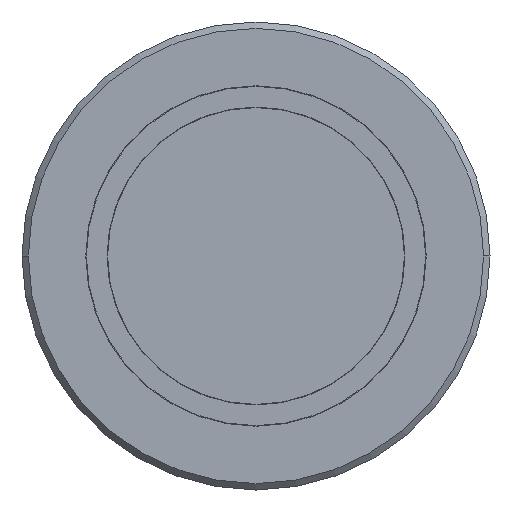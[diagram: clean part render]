
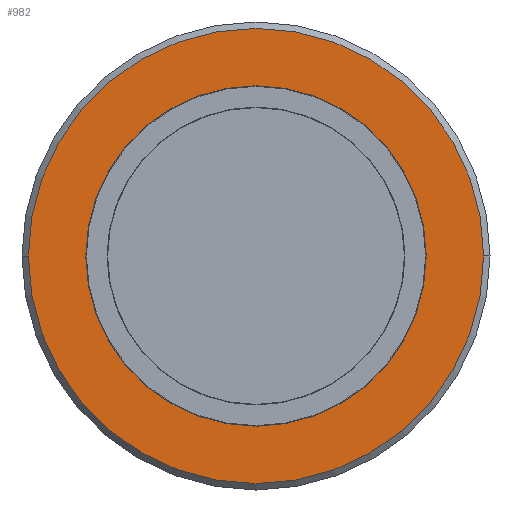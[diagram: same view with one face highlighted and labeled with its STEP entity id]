
A CAD part, front view. The second image highlights one B-rep face of the part: STEP entity #982.
In plain terms, the highlighted planar face has unit normal (0, -1, 0).
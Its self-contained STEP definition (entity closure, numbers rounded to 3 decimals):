
#342 = CARTESIAN_POINT ( 'NONE',  ( 10.7, 0., 0. ) ) ;
#350 = CARTESIAN_POINT ( 'NONE',  ( -10.7, 0., 0. ) ) ;
#379 = CARTESIAN_POINT ( 'NONE',  ( -8., 0., 0. ) ) ;
#386 = CARTESIAN_POINT ( 'NONE',  ( 0., 0., 0. ) ) ;
#387 = DIRECTION ( 'NONE',  ( 0., 1., 0. ) ) ;
#389 = DIRECTION ( 'NONE',  ( -1., 0., 0. ) ) ;
#392 = CARTESIAN_POINT ( 'NONE',  ( 8., 0., 0. ) ) ;
#436 = CARTESIAN_POINT ( 'NONE',  ( 0., 0., 0. ) ) ;
#444 = DIRECTION ( 'NONE',  ( -1., 0., 0. ) ) ;
#446 = DIRECTION ( 'NONE',  ( -1., 0., 0. ) ) ;
#447 = DIRECTION ( 'NONE',  ( -1., 0., 0. ) ) ;
#462 = DIRECTION ( 'NONE',  ( 0., -1., 0. ) ) ;
#464 = CARTESIAN_POINT ( 'NONE',  ( 0., 0., 0. ) ) ;
#466 = DIRECTION ( 'NONE',  ( 0., -1., 0. ) ) ;
#468 = DIRECTION ( 'NONE',  ( 0., 1., 0. ) ) ;
#469 = CARTESIAN_POINT ( 'NONE',  ( 0., 0., 0. ) ) ;
#475 = FACE_BOUND ( 'NONE', #637, .T. ) ;
#477 = PLANE ( 'NONE',  #927 ) ;
#478 = DIRECTION ( 'NONE',  ( -1., 0., 0. ) ) ;
#494 = CARTESIAN_POINT ( 'NONE',  ( 11., 0., 0. ) ) ;
#510 = DIRECTION ( 'NONE',  ( 0., 1., 0. ) ) ;
#512 = FACE_OUTER_BOUND ( 'NONE', #621, .T. ) ;
#595 = VERTEX_POINT ( 'NONE', #342 ) ;
#621 = EDGE_LOOP ( 'NONE', ( #696, #690 ) ) ;
#634 = VERTEX_POINT ( 'NONE', #379 ) ;
#637 = EDGE_LOOP ( 'NONE', ( #680, #658 ) ) ;
#641 = VERTEX_POINT ( 'NONE', #392 ) ;
#649 = VERTEX_POINT ( 'NONE', #350 ) ;
#658 = ORIENTED_EDGE ( 'NONE', *, *, #971, .T. ) ;
#680 = ORIENTED_EDGE ( 'NONE', *, *, #945, .T. ) ;
#690 = ORIENTED_EDGE ( 'NONE', *, *, #970, .T. ) ;
#696 = ORIENTED_EDGE ( 'NONE', *, *, #967, .T. ) ;
#849 = AXIS2_PLACEMENT_3D ( 'NONE', #469, #462, #444 ) ;
#850 = CIRCLE ( 'NONE', #849, 10.7 ) ;
#868 = AXIS2_PLACEMENT_3D ( 'NONE', #464, #466, #447 ) ;
#869 = AXIS2_PLACEMENT_3D ( 'NONE', #436, #468, #446 ) ;
#871 = CIRCLE ( 'NONE', #868, 10.7 ) ;
#874 = CIRCLE ( 'NONE', #869, 8. ) ;
#883 = AXIS2_PLACEMENT_3D ( 'NONE', #386, #387, #389 ) ;
#884 = CIRCLE ( 'NONE', #883, 8. ) ;
#927 = AXIS2_PLACEMENT_3D ( 'NONE', #494, #510, #478 ) ;
#945 = EDGE_CURVE ( 'NONE', #634, #641, #884, .T. ) ;
#967 = EDGE_CURVE ( 'NONE', #649, #595, #850, .T. ) ;
#970 = EDGE_CURVE ( 'NONE', #595, #649, #871, .T. ) ;
#971 = EDGE_CURVE ( 'NONE', #641, #634, #874, .T. ) ;
#982 = ADVANCED_FACE ( 'NONE', ( #512, #475 ), #477, .F. ) ;
